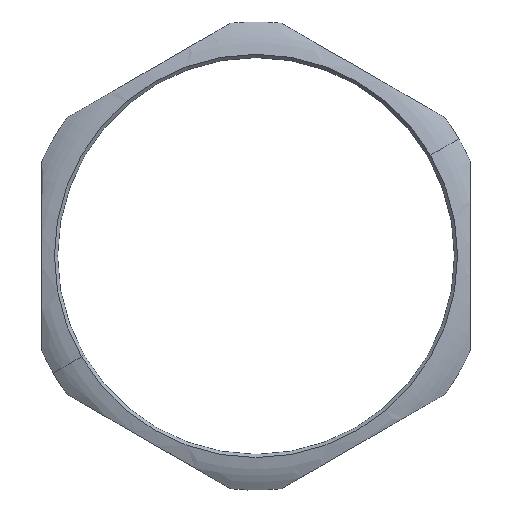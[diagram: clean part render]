
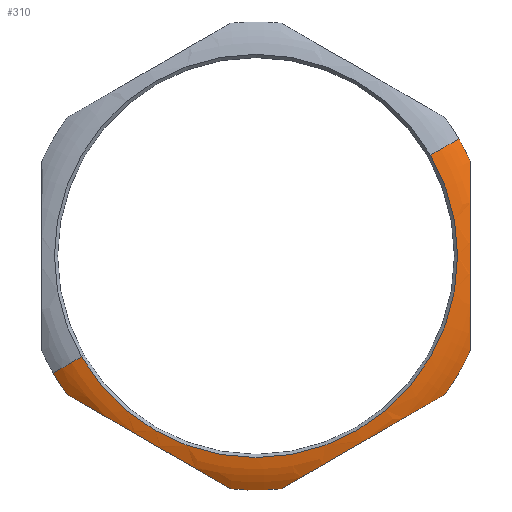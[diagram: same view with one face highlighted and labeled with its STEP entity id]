
A CAD part, top view. The second image highlights one B-rep face of the part: STEP entity #310.
In plain terms, the highlighted toroidal (fillet/blend) face has major radius 24 mm and minor radius 10 mm.
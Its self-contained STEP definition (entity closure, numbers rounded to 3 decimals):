
#47=AXIS2_PLACEMENT_3D('Circle Axis2P3D',#45,#46,$) ;
#61=AXIS2_PLACEMENT_3D('Circle Axis2P3D',#59,#60,$) ;
#203=AXIS2_PLACEMENT_3D('Torus Axis2P3D',#200,#201,#202) ;
#207=AXIS2_PLACEMENT_3D('Circle Axis2P3D',#205,#206,$) ;
#230=AXIS2_PLACEMENT_3D('Circle Axis2P3D',#228,#229,$) ;
#266=AXIS2_PLACEMENT_3D('Circle Axis2P3D',#264,#265,$) ;
#289=AXIS2_PLACEMENT_3D('Circle Axis2P3D',#287,#288,$) ;
#294=AXIS2_PLACEMENT_3D('Circle Axis2P3D',#292,#293,$) ;
#40=CARTESIAN_POINT('Vertex',(1.452,14.75,2.352)) ;
#45=CARTESIAN_POINT('Axis2P3D Location',(6.215,17.5,-6.)) ;
#49=CARTESIAN_POINT('Vertex',(5.002,16.799,3.901)) ;
#56=CARTESIAN_POINT('Vertex',(48.998,42.201,3.901)) ;
#59=CARTESIAN_POINT('Axis2P3D Location',(47.785,41.5,-6.)) ;
#63=CARTESIAN_POINT('Vertex',(52.548,44.25,2.352)) ;
#200=CARTESIAN_POINT('Axis2P3D Location',(27.,29.5,-6.)) ;
#205=CARTESIAN_POINT('Axis2P3D Location',(27.,29.5,2.352)) ;
#209=CARTESIAN_POINT('Vertex',(3.207,12.06,2.352)) ;
#213=CARTESIAN_POINT('Control Point',(3.207,12.06,2.352)) ;
#214=CARTESIAN_POINT('Control Point',(5.102,10.966,2.932)) ;
#215=CARTESIAN_POINT('Control Point',(7.043,9.848,3.249)) ;
#216=CARTESIAN_POINT('Control Point',(8.96,8.739,3.421)) ;
#217=CARTESIAN_POINT('Control Point',(11.604,7.212,3.55)) ;
#218=CARTESIAN_POINT('Control Point',(14.246,5.686,3.541)) ;
#219=CARTESIAN_POINT('Control Point',(14.985,5.26,3.529)) ;
#220=CARTESIAN_POINT('Control Point',(17.185,3.99,3.459)) ;
#221=CARTESIAN_POINT('Control Point',(19.395,2.714,3.274)) ;
#222=CARTESIAN_POINT('Control Point',(20.869,1.864,3.085)) ;
#223=CARTESIAN_POINT('Control Point',(22.344,1.011,2.795)) ;
#224=CARTESIAN_POINT('Control Point',(23.793,0.175,2.352)) ;
#225=CARTESIAN_POINT('Vertex',(23.793,0.175,2.352)) ;
#228=CARTESIAN_POINT('Axis2P3D Location',(27.,29.5,2.352)) ;
#232=CARTESIAN_POINT('Vertex',(30.207,0.175,2.352)) ;
#236=CARTESIAN_POINT('Control Point',(30.207,0.175,2.352)) ;
#237=CARTESIAN_POINT('Control Point',(30.623,0.415,2.479)) ;
#238=CARTESIAN_POINT('Control Point',(31.043,0.657,2.594)) ;
#239=CARTESIAN_POINT('Control Point',(31.465,0.901,2.698)) ;
#240=CARTESIAN_POINT('Control Point',(33.52,2.087,3.151)) ;
#241=CARTESIAN_POINT('Control Point',(35.588,3.281,3.383)) ;
#242=CARTESIAN_POINT('Control Point',(37.217,4.222,3.487)) ;
#243=CARTESIAN_POINT('Control Point',(38.841,5.16,3.539)) ;
#244=CARTESIAN_POINT('Control Point',(40.467,6.098,3.539)) ;
#245=CARTESIAN_POINT('Vertex',(40.467,6.098,3.539)) ;
#249=CARTESIAN_POINT('Control Point',(40.467,6.098,3.539)) ;
#250=CARTESIAN_POINT('Control Point',(40.843,6.315,3.54)) ;
#251=CARTESIAN_POINT('Control Point',(41.22,6.533,3.537)) ;
#252=CARTESIAN_POINT('Control Point',(41.596,6.75,3.532)) ;
#253=CARTESIAN_POINT('Control Point',(42.885,7.494,3.504)) ;
#254=CARTESIAN_POINT('Control Point',(44.176,8.24,3.441)) ;
#255=CARTESIAN_POINT('Control Point',(45.09,8.767,3.377)) ;
#256=CARTESIAN_POINT('Control Point',(46.785,9.746,3.212)) ;
#257=CARTESIAN_POINT('Control Point',(48.482,10.726,2.933)) ;
#258=CARTESIAN_POINT('Control Point',(49.258,11.174,2.777)) ;
#259=CARTESIAN_POINT('Control Point',(50.031,11.62,2.585)) ;
#260=CARTESIAN_POINT('Control Point',(50.793,12.06,2.352)) ;
#261=CARTESIAN_POINT('Vertex',(50.793,12.06,2.352)) ;
#264=CARTESIAN_POINT('Axis2P3D Location',(27.,29.5,2.352)) ;
#268=CARTESIAN_POINT('Vertex',(54.,17.615,2.352)) ;
#272=CARTESIAN_POINT('Control Point',(54.,17.615,2.352)) ;
#273=CARTESIAN_POINT('Control Point',(54.,19.803,2.932)) ;
#274=CARTESIAN_POINT('Control Point',(53.998,22.042,3.249)) ;
#275=CARTESIAN_POINT('Control Point',(54.,24.257,3.421)) ;
#276=CARTESIAN_POINT('Control Point',(54.,27.31,3.55)) ;
#277=CARTESIAN_POINT('Control Point',(54.,30.362,3.541)) ;
#278=CARTESIAN_POINT('Control Point',(54.,31.214,3.529)) ;
#279=CARTESIAN_POINT('Control Point',(54.,33.755,3.459)) ;
#280=CARTESIAN_POINT('Control Point',(54.,36.307,3.274)) ;
#281=CARTESIAN_POINT('Control Point',(53.999,38.008,3.085)) ;
#282=CARTESIAN_POINT('Control Point',(54.,39.712,2.795)) ;
#283=CARTESIAN_POINT('Control Point',(54.,41.385,2.352)) ;
#284=CARTESIAN_POINT('Vertex',(54.,41.385,2.352)) ;
#287=CARTESIAN_POINT('Axis2P3D Location',(27.,29.5,2.352)) ;
#292=CARTESIAN_POINT('Axis2P3D Location',(27.,29.5,3.901)) ;
#46=DIRECTION('Axis2P3D Direction',(-0.5,0.866,0.)) ;
#60=DIRECTION('Axis2P3D Direction',(0.5,-0.866,0.)) ;
#201=DIRECTION('Axis2P3D Direction',(0.,0.,1.)) ;
#202=DIRECTION('Axis2P3D XDirection',(-0.866,-0.5,0.)) ;
#206=DIRECTION('Axis2P3D Direction',(0.,0.,1.)) ;
#229=DIRECTION('Axis2P3D Direction',(0.,0.,1.)) ;
#265=DIRECTION('Axis2P3D Direction',(0.,0.,1.)) ;
#288=DIRECTION('Axis2P3D Direction',(0.,0.,1.)) ;
#293=DIRECTION('Axis2P3D Direction',(0.,0.,1.)) ;
#298=ORIENTED_EDGE('',*,*,#51,.F.) ;
#299=ORIENTED_EDGE('',*,*,#211,.F.) ;
#300=ORIENTED_EDGE('',*,*,#227,.T.) ;
#301=ORIENTED_EDGE('',*,*,#234,.F.) ;
#302=ORIENTED_EDGE('',*,*,#247,.T.) ;
#303=ORIENTED_EDGE('',*,*,#263,.T.) ;
#304=ORIENTED_EDGE('',*,*,#270,.F.) ;
#305=ORIENTED_EDGE('',*,*,#286,.T.) ;
#306=ORIENTED_EDGE('',*,*,#291,.F.) ;
#307=ORIENTED_EDGE('',*,*,#65,.T.) ;
#308=ORIENTED_EDGE('',*,*,#296,.F.) ;
#310=ADVANCED_FACE('Schnitt-Rotation1',(#309),#204,.T.) ;
#212=B_SPLINE_CURVE_WITH_KNOTS('',5,(#213,#214,#215,#216,#217,#218,#219,#220,#221,#222,#223,#224),.UNSPECIFIED.,.F.,.U.,(6,3,3,6),(0.,14.785,20.512,31.83),.UNSPECIFIED.) ;
#235=B_SPLINE_CURVE_WITH_KNOTS('',5,(#236,#237,#238,#239,#240,#241,#242,#243,#244),.UNSPECIFIED.,.F.,.U.,(6,3,6),(0.,3.256,15.862),.UNSPECIFIED.) ;
#248=B_SPLINE_CURVE_WITH_KNOTS('',5,(#249,#250,#251,#252,#253,#254,#255,#256,#257,#258,#259,#260),.UNSPECIFIED.,.F.,.U.,(6,3,3,6),(0.,2.917,9.991,15.965),.UNSPECIFIED.) ;
#271=B_SPLINE_CURVE_WITH_KNOTS('',5,(#272,#273,#274,#275,#276,#277,#278,#279,#280,#281,#282,#283),.UNSPECIFIED.,.F.,.U.,(6,3,3,6),(0.,14.785,20.512,31.83),.UNSPECIFIED.) ;
#48=CIRCLE('generated circle',#47,10.) ;
#62=CIRCLE('generated circle',#61,10.) ;
#208=CIRCLE('generated circle',#207,29.5) ;
#231=CIRCLE('generated circle',#230,29.5) ;
#267=CIRCLE('generated circle',#266,29.5) ;
#290=CIRCLE('generated circle',#289,29.5) ;
#295=CIRCLE('generated circle',#294,25.401) ;
#204=TOROIDAL_SURFACE('homeo Torus',#203,24.,10.) ;
#51=EDGE_CURVE('',#41,#50,#48,.T.) ;
#65=EDGE_CURVE('',#64,#57,#62,.T.) ;
#211=EDGE_CURVE('',#210,#41,#208,.F.) ;
#227=EDGE_CURVE('',#210,#226,#212,.T.) ;
#234=EDGE_CURVE('',#233,#226,#231,.F.) ;
#247=EDGE_CURVE('',#233,#246,#235,.T.) ;
#263=EDGE_CURVE('',#246,#262,#248,.T.) ;
#270=EDGE_CURVE('',#269,#262,#267,.F.) ;
#286=EDGE_CURVE('',#269,#285,#271,.T.) ;
#291=EDGE_CURVE('',#64,#285,#290,.F.) ;
#296=EDGE_CURVE('',#50,#57,#295,.T.) ;
#297=EDGE_LOOP('',(#298,#299,#300,#301,#302,#303,#304,#305,#306,#307,#308)) ;
#309=FACE_OUTER_BOUND('',#297,.T.) ;
#41=VERTEX_POINT('',#40) ;
#50=VERTEX_POINT('',#49) ;
#57=VERTEX_POINT('',#56) ;
#64=VERTEX_POINT('',#63) ;
#210=VERTEX_POINT('',#209) ;
#226=VERTEX_POINT('',#225) ;
#233=VERTEX_POINT('',#232) ;
#246=VERTEX_POINT('',#245) ;
#262=VERTEX_POINT('',#261) ;
#269=VERTEX_POINT('',#268) ;
#285=VERTEX_POINT('',#284) ;
